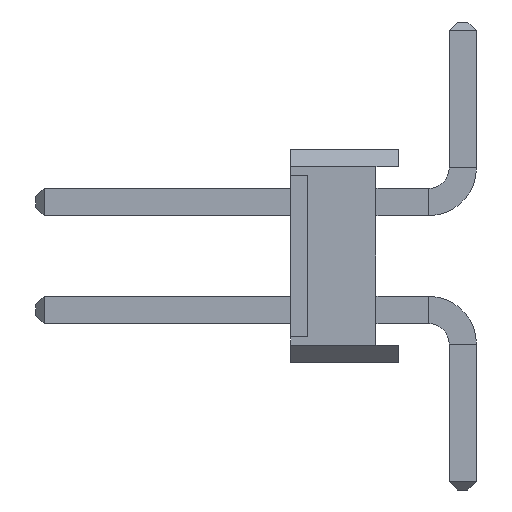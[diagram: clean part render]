
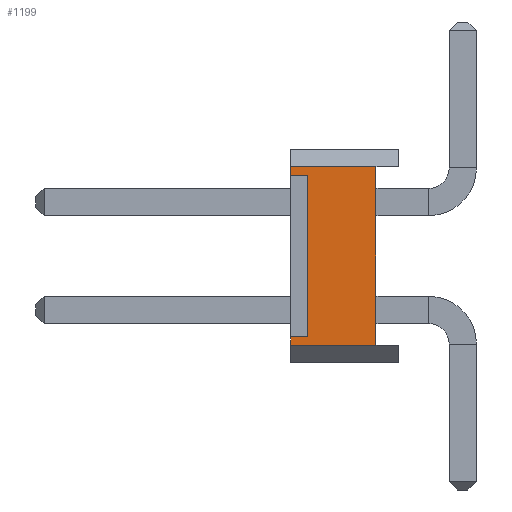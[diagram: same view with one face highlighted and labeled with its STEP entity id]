
A CAD part, left-side view. The second image highlights one B-rep face of the part: STEP entity #1199.
In plain terms, the highlighted planar face has unit normal (-1, 0, 0).
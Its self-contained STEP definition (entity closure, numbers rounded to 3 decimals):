
#410 = EDGE_CURVE ( 'NONE', #16050, #42243, #7250, .T. ) ;
#902 = VECTOR ( 'NONE', #8788, 1000. ) ;
#1129 = LINE ( 'NONE', #16484, #18928 ) ;
#1199 = ADVANCED_FACE ( 'NONE', ( #29122 ), #41679, .F. ) ;
#1232 = EDGE_CURVE ( 'NONE', #42243, #40387, #28722, .T. ) ;
#1595 = LINE ( 'NONE', #10291, #25711 ) ;
#1720 = DIRECTION ( 'NONE',  ( 0., -1., 0. ) ) ;
#1857 = CARTESIAN_POINT ( 'NONE',  ( -1.27, 2.54, -2.1 ) ) ;
#3149 = EDGE_CURVE ( 'NONE', #15206, #27335, #7364, .T. ) ;
#3277 = LINE ( 'NONE', #4511, #39523 ) ;
#4471 = DIRECTION ( 'NONE',  ( 0., 0., 1. ) ) ;
#4511 = CARTESIAN_POINT ( 'NONE',  ( -1.27, 2.14, 1.9 ) ) ;
#5195 = DIRECTION ( 'NONE',  ( 0., 0., 1. ) ) ;
#5274 = CARTESIAN_POINT ( 'NONE',  ( -1.27, 2.14, -1.9 ) ) ;
#5728 = CARTESIAN_POINT ( 'NONE',  ( -1.27, 2.54, 2.1 ) ) ;
#6226 = VERTEX_POINT ( 'NONE', #31545 ) ;
#7250 = LINE ( 'NONE', #14392, #20330 ) ;
#7333 = CARTESIAN_POINT ( 'NONE',  ( -1.27, 2.54, -1.9 ) ) ;
#7364 = LINE ( 'NONE', #1857, #33073 ) ;
#8499 = DIRECTION ( 'NONE',  ( 0., 0., 1. ) ) ;
#8585 = ORIENTED_EDGE ( 'NONE', *, *, #34938, .F. ) ;
#8788 = DIRECTION ( 'NONE',  ( 0., -1., 0. ) ) ;
#10136 = DIRECTION ( 'NONE',  ( 0., 0., -1. ) ) ;
#10291 = CARTESIAN_POINT ( 'NONE',  ( -1.27, 0.54, 2.1 ) ) ;
#10569 = LINE ( 'NONE', #5274, #23708 ) ;
#11147 = ORIENTED_EDGE ( 'NONE', *, *, #31229, .F. ) ;
#11353 = DIRECTION ( 'NONE',  ( 0., 1., 0. ) ) ;
#11425 = VERTEX_POINT ( 'NONE', #7333 ) ;
#14053 = ORIENTED_EDGE ( 'NONE', *, *, #3149, .T. ) ;
#14392 = CARTESIAN_POINT ( 'NONE',  ( -1.27, 2.54, -2.1 ) ) ;
#15206 = VERTEX_POINT ( 'NONE', #32972 ) ;
#15437 = CARTESIAN_POINT ( 'NONE',  ( -1.27, 2.54, -2.1 ) ) ;
#16050 = VERTEX_POINT ( 'NONE', #18886 ) ;
#16484 = CARTESIAN_POINT ( 'NONE',  ( -1.27, 2.14, -1.9 ) ) ;
#17783 = LINE ( 'NONE', #15437, #43582 ) ;
#18138 = DIRECTION ( 'NONE',  ( 0., 0., -1. ) ) ;
#18223 = ORIENTED_EDGE ( 'NONE', *, *, #19768, .T. ) ;
#18279 = EDGE_CURVE ( 'NONE', #25025, #6226, #10569, .T. ) ;
#18886 = CARTESIAN_POINT ( 'NONE',  ( -1.27, 2.54, 1.9 ) ) ;
#18928 = VECTOR ( 'NONE', #23363, 1000. ) ;
#18948 = ORIENTED_EDGE ( 'NONE', *, *, #410, .F. ) ;
#19768 = EDGE_CURVE ( 'NONE', #25025, #11425, #1129, .T. ) ;
#20330 = VECTOR ( 'NONE', #4471, 1000. ) ;
#20835 = EDGE_LOOP ( 'NONE', ( #21367, #18223, #11147, #14053, #8585, #38305, #18948, #28990 ) ) ;
#21367 = ORIENTED_EDGE ( 'NONE', *, *, #18279, .F. ) ;
#23010 = EDGE_CURVE ( 'NONE', #6226, #16050, #3277, .T. ) ;
#23363 = DIRECTION ( 'NONE',  ( 0., 1., 0. ) ) ;
#23708 = VECTOR ( 'NONE', #8499, 1000. ) ;
#25025 = VERTEX_POINT ( 'NONE', #34773 ) ;
#25201 = CARTESIAN_POINT ( 'NONE',  ( -1.27, 2.54, -2.1 ) ) ;
#25503 = CARTESIAN_POINT ( 'NONE',  ( -1.27, 2.54, 2.1 ) ) ;
#25711 = VECTOR ( 'NONE', #10136, 1000. ) ;
#27335 = VERTEX_POINT ( 'NONE', #37962 ) ;
#28722 = LINE ( 'NONE', #25503, #902 ) ;
#28990 = ORIENTED_EDGE ( 'NONE', *, *, #23010, .F. ) ;
#29122 = FACE_OUTER_BOUND ( 'NONE', #20835, .T. ) ;
#31229 = EDGE_CURVE ( 'NONE', #15206, #11425, #17783, .T. ) ;
#31545 = CARTESIAN_POINT ( 'NONE',  ( -1.27, 2.14, 1.9 ) ) ;
#32972 = CARTESIAN_POINT ( 'NONE',  ( -1.27, 2.54, -2.1 ) ) ;
#33073 = VECTOR ( 'NONE', #1720, 1000. ) ;
#34773 = CARTESIAN_POINT ( 'NONE',  ( -1.27, 2.14, -1.9 ) ) ;
#34938 = EDGE_CURVE ( 'NONE', #40387, #27335, #1595, .T. ) ;
#37962 = CARTESIAN_POINT ( 'NONE',  ( -1.27, 0.54, -2.1 ) ) ;
#38305 = ORIENTED_EDGE ( 'NONE', *, *, #1232, .F. ) ;
#38306 = DIRECTION ( 'NONE',  ( 1., 0., 0. ) ) ;
#39523 = VECTOR ( 'NONE', #11353, 1000. ) ;
#40387 = VERTEX_POINT ( 'NONE', #40959 ) ;
#40959 = CARTESIAN_POINT ( 'NONE',  ( -1.27, 0.54, 2.1 ) ) ;
#41679 = PLANE ( 'NONE',  #41866 ) ;
#41866 = AXIS2_PLACEMENT_3D ( 'NONE', #25201, #38306, #18138 ) ;
#42243 = VERTEX_POINT ( 'NONE', #5728 ) ;
#43582 = VECTOR ( 'NONE', #5195, 1000. ) ;
